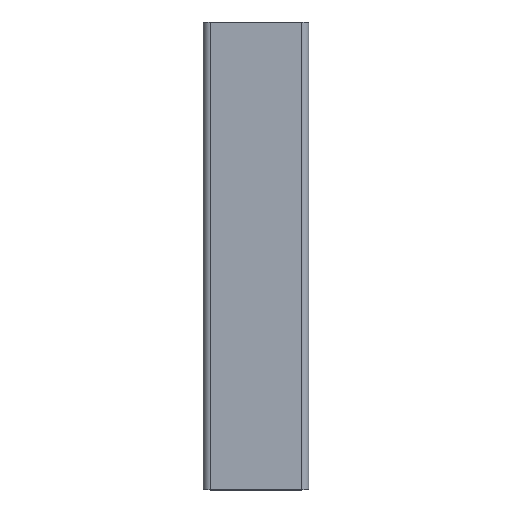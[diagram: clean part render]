
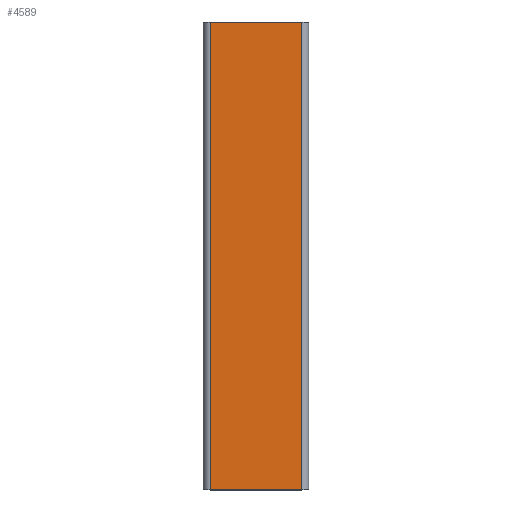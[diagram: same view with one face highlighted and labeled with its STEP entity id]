
A CAD part, top view. The second image highlights one B-rep face of the part: STEP entity #4589.
In plain terms, the highlighted planar face has unit normal (0, 0, 1).
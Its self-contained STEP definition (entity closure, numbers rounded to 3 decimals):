
#657=FACE_OUTER_BOUND('',#889,.T.);
#889=EDGE_LOOP('',(#3751,#3752,#3753,#3754));
#1301=LINE('',#7825,#1715);
#1302=LINE('',#7829,#1716);
#1303=LINE('',#7831,#1717);
#1304=LINE('',#7832,#1718);
#1715=VECTOR('',#6439,200.);
#1716=VECTOR('',#6444,39.);
#1717=VECTOR('',#6445,200.);
#1718=VECTOR('',#6446,39.);
#2177=VERTEX_POINT('',#7822);
#2178=VERTEX_POINT('',#7824);
#2179=VERTEX_POINT('',#7828);
#2180=VERTEX_POINT('',#7830);
#2848=EDGE_CURVE('',#2178,#2177,#1301,.T.);
#2850=EDGE_CURVE('',#2177,#2179,#1302,.T.);
#2851=EDGE_CURVE('',#2180,#2179,#1303,.T.);
#2852=EDGE_CURVE('',#2178,#2180,#1304,.T.);
#3751=ORIENTED_EDGE('',*,*,#2850,.T.);
#3752=ORIENTED_EDGE('',*,*,#2851,.F.);
#3753=ORIENTED_EDGE('',*,*,#2852,.F.);
#3754=ORIENTED_EDGE('',*,*,#2848,.T.);
#4365=PLANE('',#5083);
#4589=ADVANCED_FACE('',(#657),#4365,.T.);
#5083=AXIS2_PLACEMENT_3D('',#7827,#6442,#6443);
#6439=DIRECTION('',(0.,1.,0.));
#6442=DIRECTION('center_axis',(0.,0.,1.));
#6443=DIRECTION('ref_axis',(1.,0.,0.));
#6444=DIRECTION('',(-1.,0.,0.));
#6445=DIRECTION('',(0.,1.,0.));
#6446=DIRECTION('',(-1.,0.,0.));
#7822=CARTESIAN_POINT('',(19.5,200.,22.5));
#7824=CARTESIAN_POINT('',(19.5,0.,22.5));
#7825=CARTESIAN_POINT('',(19.5,0.,22.5));
#7827=CARTESIAN_POINT('Origin',(-19.5,0.,22.5));
#7828=CARTESIAN_POINT('',(-19.5,200.,22.5));
#7829=CARTESIAN_POINT('',(-9.75,200.,22.5));
#7830=CARTESIAN_POINT('',(-19.5,0.,22.5));
#7831=CARTESIAN_POINT('',(-19.5,0.,22.5));
#7832=CARTESIAN_POINT('',(-9.75,0.,22.5));
